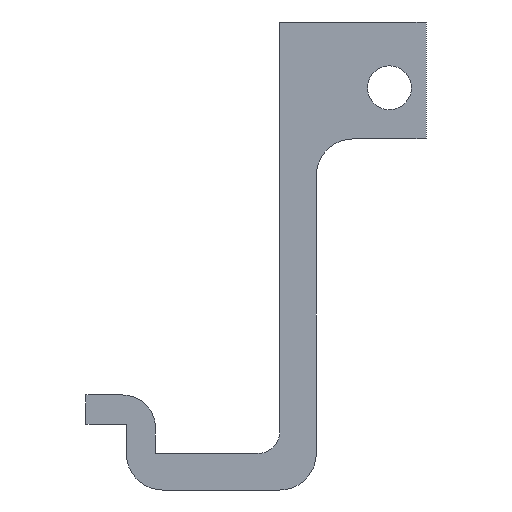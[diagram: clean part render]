
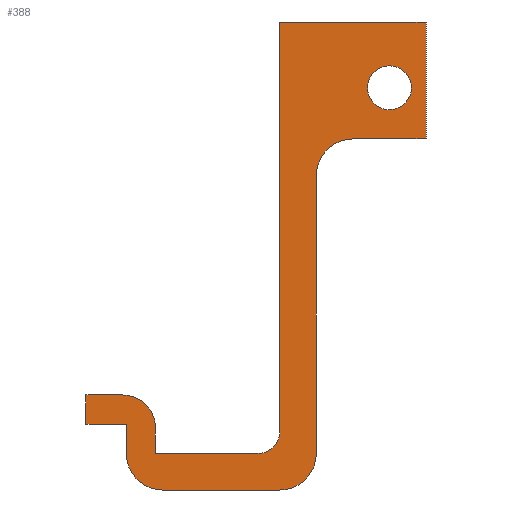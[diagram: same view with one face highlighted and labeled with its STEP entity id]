
A CAD part, front view. The second image highlights one B-rep face of the part: STEP entity #388.
In plain terms, the highlighted planar face has unit normal (0, -1, 0).
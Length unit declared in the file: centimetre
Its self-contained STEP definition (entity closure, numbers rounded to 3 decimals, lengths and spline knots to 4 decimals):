
#28=FACE_BOUND('',#64,.T.);
#42=FACE_OUTER_BOUND('',#63,.T.);
#63=EDGE_LOOP('',(#318,#319,#320,#321,#322,#323,#324,#325,#326,#327,#328,
#329,#330,#331,#332,#333,#334));
#64=EDGE_LOOP('',(#335));
#86=LINE('',#585,#127);
#90=LINE('',#594,#131);
#92=LINE('',#598,#133);
#94=LINE('',#602,#135);
#96=LINE('',#606,#137);
#99=LINE('',#614,#140);
#104=LINE('',#628,#145);
#105=LINE('',#630,#146);
#106=LINE('',#632,#147);
#107=LINE('',#634,#148);
#108=LINE('',#636,#149);
#109=LINE('',#639,#150);
#127=VECTOR('',#463,0.35);
#131=VECTOR('',#473,0.5);
#133=VECTOR('',#477,0.4);
#135=VECTOR('',#481,0.55);
#137=VECTOR('',#485,0.4);
#140=VECTOR('',#494,1.6);
#145=VECTOR('',#509,1.);
#146=VECTOR('',#512,3.8);
#147=VECTOR('',#513,1.6);
#148=VECTOR('',#514,2.);
#149=VECTOR('',#515,5.6);
#150=VECTOR('',#518,1.4);
#161=CIRCLE('',#407,0.45);
#162=CIRCLE('',#413,0.5);
#163=CIRCLE('',#416,0.5);
#164=CIRCLE('',#418,0.5);
#165=CIRCLE('',#421,0.3);
#166=CIRCLE('',#422,0.3);
#185=VERTEX_POINT('',#582);
#186=VERTEX_POINT('',#584);
#187=VERTEX_POINT('',#588);
#188=VERTEX_POINT('',#592);
#189=VERTEX_POINT('',#596);
#190=VERTEX_POINT('',#600);
#191=VERTEX_POINT('',#604);
#192=VERTEX_POINT('',#608);
#193=VERTEX_POINT('',#612);
#194=VERTEX_POINT('',#616);
#195=VERTEX_POINT('',#620);
#196=VERTEX_POINT('',#622);
#197=VERTEX_POINT('',#626);
#198=VERTEX_POINT('',#631);
#199=VERTEX_POINT('',#633);
#200=VERTEX_POINT('',#635);
#201=VERTEX_POINT('',#637);
#202=VERTEX_POINT('',#640);
#222=EDGE_CURVE('',#185,#186,#86,.T.);
#225=EDGE_CURVE('',#187,#185,#161,.T.);
#227=EDGE_CURVE('',#187,#188,#90,.T.);
#229=EDGE_CURVE('',#189,#188,#92,.T.);
#231=EDGE_CURVE('',#190,#189,#94,.T.);
#233=EDGE_CURVE('',#191,#190,#96,.T.);
#235=EDGE_CURVE('',#192,#191,#162,.T.);
#237=EDGE_CURVE('',#193,#192,#99,.T.);
#239=EDGE_CURVE('',#194,#193,#163,.T.);
#241=EDGE_CURVE('',#195,#196,#164,.T.);
#244=EDGE_CURVE('',#197,#195,#104,.T.);
#245=EDGE_CURVE('',#194,#196,#105,.T.);
#246=EDGE_CURVE('',#197,#198,#106,.T.);
#247=EDGE_CURVE('',#199,#198,#107,.T.);
#248=EDGE_CURVE('',#200,#199,#108,.T.);
#249=EDGE_CURVE('',#201,#200,#165,.T.);
#250=EDGE_CURVE('',#186,#201,#109,.T.);
#251=EDGE_CURVE('',#202,#202,#166,.T.);
#318=ORIENTED_EDGE('',*,*,#239,.F.);
#319=ORIENTED_EDGE('',*,*,#245,.T.);
#320=ORIENTED_EDGE('',*,*,#241,.F.);
#321=ORIENTED_EDGE('',*,*,#244,.F.);
#322=ORIENTED_EDGE('',*,*,#246,.T.);
#323=ORIENTED_EDGE('',*,*,#247,.F.);
#324=ORIENTED_EDGE('',*,*,#248,.F.);
#325=ORIENTED_EDGE('',*,*,#249,.F.);
#326=ORIENTED_EDGE('',*,*,#250,.F.);
#327=ORIENTED_EDGE('',*,*,#222,.F.);
#328=ORIENTED_EDGE('',*,*,#225,.F.);
#329=ORIENTED_EDGE('',*,*,#227,.T.);
#330=ORIENTED_EDGE('',*,*,#229,.F.);
#331=ORIENTED_EDGE('',*,*,#231,.F.);
#332=ORIENTED_EDGE('',*,*,#233,.F.);
#333=ORIENTED_EDGE('',*,*,#235,.F.);
#334=ORIENTED_EDGE('',*,*,#237,.F.);
#335=ORIENTED_EDGE('',*,*,#251,.T.);
#370=PLANE('',#420);
#388=ADVANCED_FACE('',(#42,#28),#370,.F.);
#407=AXIS2_PLACEMENT_3D('',#590,#468,#469);
#413=AXIS2_PLACEMENT_3D('',#610,#489,#490);
#416=AXIS2_PLACEMENT_3D('',#618,#498,#499);
#418=AXIS2_PLACEMENT_3D('',#623,#503,#504);
#420=AXIS2_PLACEMENT_3D('',#629,#510,#511);
#421=AXIS2_PLACEMENT_3D('',#638,#516,#517);
#422=AXIS2_PLACEMENT_3D('',#641,#519,#520);
#463=DIRECTION('',(0.,0.,-1.));
#468=DIRECTION('center_axis',(0.,1.,0.));
#469=DIRECTION('ref_axis',(0.707,0.,0.707));
#473=DIRECTION('',(-1.,0.,0.));
#477=DIRECTION('',(0.,0.,1.));
#481=DIRECTION('',(-1.,0.,0.));
#485=DIRECTION('',(0.,0.,1.));
#489=DIRECTION('center_axis',(0.,1.,0.));
#490=DIRECTION('ref_axis',(-0.707,0.,-0.707));
#494=DIRECTION('',(-1.,0.,0.));
#498=DIRECTION('center_axis',(0.,1.,0.));
#499=DIRECTION('ref_axis',(0.707,0.,-0.707));
#503=DIRECTION('center_axis',(0.,-1.,0.));
#504=DIRECTION('ref_axis',(-0.707,0.,0.707));
#509=DIRECTION('',(-1.,0.,0.));
#510=DIRECTION('center_axis',(0.,1.,0.));
#511=DIRECTION('ref_axis',(1.,0.,0.));
#512=DIRECTION('',(0.,0.,1.));
#513=DIRECTION('',(0.,0.,1.));
#514=DIRECTION('',(1.,0.,0.));
#515=DIRECTION('',(0.,0.,1.));
#516=DIRECTION('center_axis',(0.,-1.,0.));
#517=DIRECTION('ref_axis',(0.707,0.,-0.707));
#518=DIRECTION('',(1.,0.,0.));
#519=DIRECTION('center_axis',(0.,1.,0.));
#520=DIRECTION('ref_axis',(0.,0.,1.));
#582=CARTESIAN_POINT('',(0.,0.,0.35));
#584=CARTESIAN_POINT('',(0.,0.,0.));
#585=CARTESIAN_POINT('',(0.,0.,0.8));
#588=CARTESIAN_POINT('',(-0.45,0.,0.8));
#590=CARTESIAN_POINT('Origin',(-0.45,0.,0.35));
#592=CARTESIAN_POINT('',(-0.95,0.,0.8));
#594=CARTESIAN_POINT('',(-0.8,0.,0.8));
#596=CARTESIAN_POINT('',(-0.95,0.,0.4));
#598=CARTESIAN_POINT('',(-0.95,0.,0.4));
#600=CARTESIAN_POINT('',(-0.4,0.,0.4));
#602=CARTESIAN_POINT('',(-0.4,0.,0.4));
#604=CARTESIAN_POINT('',(-0.4,0.,0.));
#606=CARTESIAN_POINT('',(-0.4,0.,-0.5));
#608=CARTESIAN_POINT('',(0.1,0.,-0.5));
#610=CARTESIAN_POINT('Origin',(0.1,0.,0.));
#612=CARTESIAN_POINT('',(1.7,0.,-0.5));
#614=CARTESIAN_POINT('',(2.2,0.,-0.5));
#616=CARTESIAN_POINT('',(2.2,0.,0.));
#618=CARTESIAN_POINT('Origin',(1.7,0.,0.));
#620=CARTESIAN_POINT('',(2.7,0.,4.3));
#622=CARTESIAN_POINT('',(2.2,0.,3.8));
#623=CARTESIAN_POINT('Origin',(2.7,0.,3.8));
#626=CARTESIAN_POINT('',(3.7,0.,4.3));
#628=CARTESIAN_POINT('',(3.2,0.,4.3));
#629=CARTESIAN_POINT('Origin',(0.7,0.,1.75));
#630=CARTESIAN_POINT('',(2.2,0.,-2.125));
#631=CARTESIAN_POINT('',(3.7,0.,5.9));
#632=CARTESIAN_POINT('',(3.7,0.,5.5));
#633=CARTESIAN_POINT('',(1.7,0.,5.9));
#634=CARTESIAN_POINT('',(1.7,0.,5.9));
#635=CARTESIAN_POINT('',(1.7,0.,0.3));
#636=CARTESIAN_POINT('',(1.7,0.,0.));
#637=CARTESIAN_POINT('',(1.4,0.,0.));
#638=CARTESIAN_POINT('Origin',(1.4,0.,0.3));
#639=CARTESIAN_POINT('',(0.,0.,0.));
#640=CARTESIAN_POINT('',(3.2,0.,4.7));
#641=CARTESIAN_POINT('Origin',(3.2,0.,5.));
